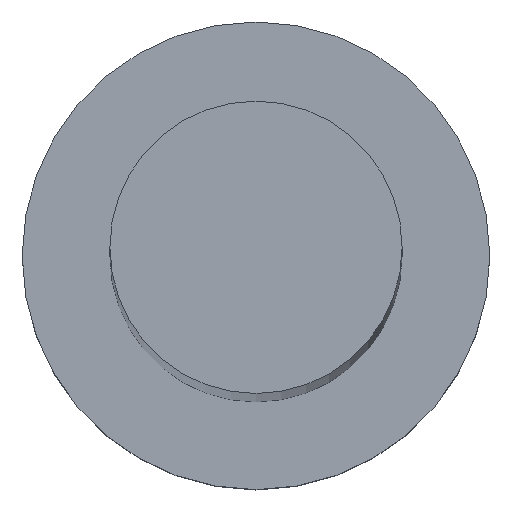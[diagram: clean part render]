
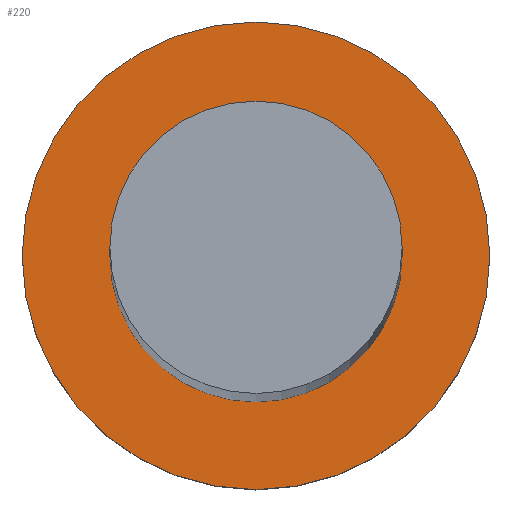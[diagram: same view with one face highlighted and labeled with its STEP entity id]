
A CAD part, top view. The second image highlights one B-rep face of the part: STEP entity #220.
In plain terms, the highlighted planar face has unit normal (0, 0, 1).
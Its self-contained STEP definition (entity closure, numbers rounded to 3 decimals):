
#11 = EDGE_CURVE ( 'NONE', #36, #121, #223, .T. ) ;
#12 = DIRECTION ( 'NONE',  ( 1., 0., 0. ) ) ;
#13 = DIRECTION ( 'NONE',  ( 0., 0., 1. ) ) ;
#19 = AXIS2_PLACEMENT_3D ( 'NONE', #93, #30, #181 ) ;
#30 = DIRECTION ( 'NONE',  ( 0., 0., 1. ) ) ;
#32 = CARTESIAN_POINT ( 'NONE',  ( 0., 0., 5. ) ) ;
#36 = VERTEX_POINT ( 'NONE', #149 ) ;
#39 = AXIS2_PLACEMENT_3D ( 'NONE', #32, #13, #212 ) ;
#44 = EDGE_CURVE ( 'NONE', #121, #36, #237, .T. ) ;
#46 = PLANE ( 'NONE',  #150 ) ;
#59 = DIRECTION ( 'NONE',  ( 1., 0., 0. ) ) ;
#60 = VERTEX_POINT ( 'NONE', #118 ) ;
#68 = FACE_OUTER_BOUND ( 'NONE', #75, .T. ) ;
#75 = EDGE_LOOP ( 'NONE', ( #254, #186 ) ) ;
#77 = EDGE_CURVE ( 'NONE', #60, #98, #164, .T. ) ;
#90 = CARTESIAN_POINT ( 'NONE',  ( 3.75, 0., 5. ) ) ;
#93 = CARTESIAN_POINT ( 'NONE',  ( 0., 0., 5. ) ) ;
#95 = ORIENTED_EDGE ( 'NONE', *, *, #77, .F. ) ;
#98 = VERTEX_POINT ( 'NONE', #90 ) ;
#108 = CARTESIAN_POINT ( 'NONE',  ( 0., 0., 5. ) ) ;
#116 = DIRECTION ( 'NONE',  ( 0., 0., 1. ) ) ;
#118 = CARTESIAN_POINT ( 'NONE',  ( -3.75, 0., 5. ) ) ;
#121 = VERTEX_POINT ( 'NONE', #247 ) ;
#132 = EDGE_LOOP ( 'NONE', ( #95, #248 ) ) ;
#149 = CARTESIAN_POINT ( 'NONE',  ( -6., 0., 5. ) ) ;
#150 = AXIS2_PLACEMENT_3D ( 'NONE', #108, #184, #12 ) ;
#164 = CIRCLE ( 'NONE', #190, 3.75 ) ;
#170 = CIRCLE ( 'NONE', #19, 3.75 ) ;
#172 = CARTESIAN_POINT ( 'NONE',  ( 0., 0., 5. ) ) ;
#181 = DIRECTION ( 'NONE',  ( 1., 0., 0. ) ) ;
#184 = DIRECTION ( 'NONE',  ( 0., 0., 1. ) ) ;
#186 = ORIENTED_EDGE ( 'NONE', *, *, #44, .T. ) ;
#187 = FACE_BOUND ( 'NONE', #132, .T. ) ;
#190 = AXIS2_PLACEMENT_3D ( 'NONE', #172, #116, #252 ) ;
#204 = EDGE_CURVE ( 'NONE', #98, #60, #170, .T. ) ;
#212 = DIRECTION ( 'NONE',  ( 1., 0., 0. ) ) ;
#220 = ADVANCED_FACE ( 'NONE', ( #187, #68 ), #46, .T. ) ;
#223 = CIRCLE ( 'NONE', #245, 6. ) ;
#228 = DIRECTION ( 'NONE',  ( 0., 0., 1. ) ) ;
#233 = CARTESIAN_POINT ( 'NONE',  ( 0., 0., 5. ) ) ;
#237 = CIRCLE ( 'NONE', #39, 6. ) ;
#245 = AXIS2_PLACEMENT_3D ( 'NONE', #233, #228, #59 ) ;
#247 = CARTESIAN_POINT ( 'NONE',  ( 6., 0., 5. ) ) ;
#248 = ORIENTED_EDGE ( 'NONE', *, *, #204, .F. ) ;
#252 = DIRECTION ( 'NONE',  ( 1., 0., 0. ) ) ;
#254 = ORIENTED_EDGE ( 'NONE', *, *, #11, .T. ) ;
